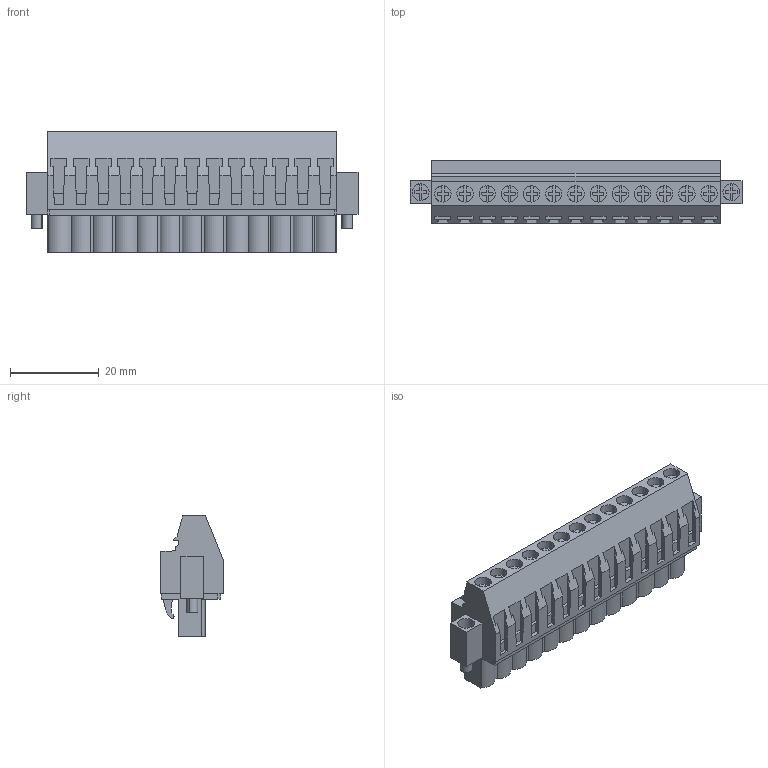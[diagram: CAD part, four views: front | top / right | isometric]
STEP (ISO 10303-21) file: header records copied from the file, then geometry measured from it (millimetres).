
FILE_DESCRIPTION(('CATIA V5 STEP Exchange','CAx-IF Rec.Pracs.--- Model Styling and Organization---1.2---2011-12-15'),'2;1');
FILE_NAME ('D1460483_0_1959360000_1959360000.stp','2017-09-20T14:58:27+00:00',('none'),('Weidmueller'),'CATIA Version 5-6 Release 2014','CATIA V5 STEP AP214','none');
FILE_SCHEMA(('AUTOMOTIVE_DESIGN { 1 0 10303 214 1 1 1 1 }'));
Length unit declared in the file: millimetre
Products named in the file (1): 1959360000
Bounding box: 74.8 x 14.05 x 27.2 mm (x, y, z)
Volume: 15210.4 mm3; surface area: 9376.1 mm2
Topology: 16 solids, 16 shells, 898 faces, 2467 edges, 1660 vertices
Faces by surface type: plane 753, cylinder 135, extrusion 10
Entity records: 26279 total; most frequent: ORIENTED_EDGE 4934, CARTESIAN_POINT 4847, DIRECTION 3493, EDGE_CURVE 2467, VECTOR 2115, LINE 2105, VERTEX_POINT 1660, EDGE_LOOP 962
